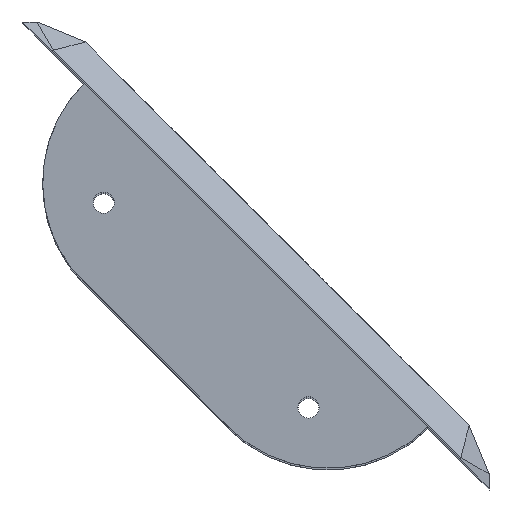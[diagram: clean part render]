
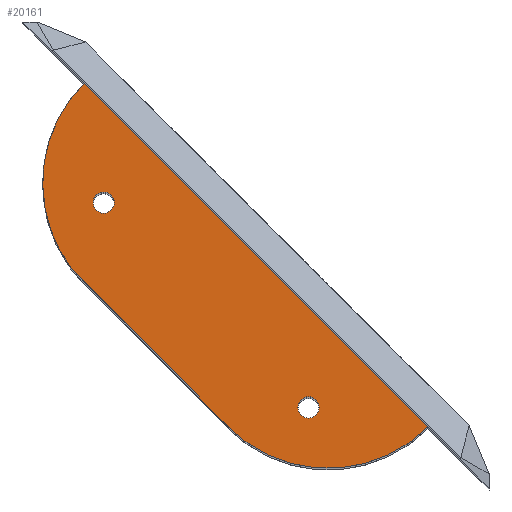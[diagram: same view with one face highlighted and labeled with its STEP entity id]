
A CAD part, top view. The second image highlights one B-rep face of the part: STEP entity #20161.
In plain terms, the highlighted planar face has unit normal (0, 0, 1).
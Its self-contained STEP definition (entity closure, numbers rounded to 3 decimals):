
#289=FACE_BOUND('',#1982,.T.);
#290=FACE_BOUND('',#1983,.T.);
#355=CIRCLE('',#21194,10.);
#356=CIRCLE('',#21195,10.);
#357=CIRCLE('',#21196,0.75);
#358=CIRCLE('',#21197,0.75);
#784=FACE_OUTER_BOUND('',#1981,.T.);
#1981=EDGE_LOOP('',(#16531,#16532,#16533,#16534,#16535,#16536));
#1982=EDGE_LOOP('',(#16537));
#1983=EDGE_LOOP('',(#16538));
#3057=LINE('',#27740,#5885);
#4830=LINE('',#31316,#7658);
#4831=LINE('',#31319,#7659);
#4835=LINE('',#31329,#7663);
#5885=VECTOR('',#22327,10.);
#7658=VECTOR('',#24988,10.);
#7659=VECTOR('',#24991,10.);
#7663=VECTOR('',#25001,10.);
#8730=VERTEX_POINT('',#27737);
#8731=VERTEX_POINT('',#27739);
#10088=VERTEX_POINT('',#31310);
#10090=VERTEX_POINT('',#31314);
#10091=VERTEX_POINT('',#31318);
#10094=VERTEX_POINT('',#31328);
#10095=VERTEX_POINT('',#31332);
#10096=VERTEX_POINT('',#31334);
#10660=EDGE_CURVE('',#8730,#8731,#3057,.T.);
#12470=EDGE_CURVE('',#10088,#10090,#4830,.T.);
#12471=EDGE_CURVE('',#10090,#10091,#4831,.T.);
#12476=EDGE_CURVE('',#10094,#10091,#4835,.T.);
#12477=EDGE_CURVE('',#8731,#10094,#355,.T.);
#12478=EDGE_CURVE('',#10088,#8730,#356,.T.);
#12479=EDGE_CURVE('',#10095,#10095,#357,.T.);
#12480=EDGE_CURVE('',#10096,#10096,#358,.T.);
#16531=ORIENTED_EDGE('',*,*,#12470,.T.);
#16532=ORIENTED_EDGE('',*,*,#12471,.T.);
#16533=ORIENTED_EDGE('',*,*,#12476,.F.);
#16534=ORIENTED_EDGE('',*,*,#12477,.F.);
#16535=ORIENTED_EDGE('',*,*,#10660,.F.);
#16536=ORIENTED_EDGE('',*,*,#12478,.F.);
#16537=ORIENTED_EDGE('',*,*,#12479,.T.);
#16538=ORIENTED_EDGE('',*,*,#12480,.T.);
#19210=PLANE('',#21193);
#20161=ADVANCED_FACE('',(#784,#289,#290),#19210,.T.);
#21193=AXIS2_PLACEMENT_3D('',#31327,#24999,#25000);
#21194=AXIS2_PLACEMENT_3D('',#31330,#25002,#25003);
#21195=AXIS2_PLACEMENT_3D('',#31331,#25004,#25005);
#21196=AXIS2_PLACEMENT_3D('',#31333,#25006,#25007);
#21197=AXIS2_PLACEMENT_3D('',#31335,#25008,#25009);
#22327=DIRECTION('',(0.707,-0.707,0.));
#24988=DIRECTION('',(0.707,-0.707,0.));
#24991=DIRECTION('',(0.,-1.,0.));
#24999=DIRECTION('center_axis',(0.,0.,
1.));
#25000=DIRECTION('ref_axis',(-0.707,0.707,0.));
#25001=DIRECTION('',(-0.707,0.707,0.));
#25002=DIRECTION('center_axis',(0.,0.,
-1.));
#25003=DIRECTION('ref_axis',(0.,-1.,0.));
#25004=DIRECTION('center_axis',(0.,0.,
-1.));
#25005=DIRECTION('ref_axis',(-1.,0.,0.));
#25006=DIRECTION('center_axis',(0.,0.,
-1.));
#25007=DIRECTION('ref_axis',(-1.,0.,0.));
#25008=DIRECTION('center_axis',(0.,0.,
-1.));
#25009=DIRECTION('ref_axis',(-1.,0.,0.));
#27737=CARTESIAN_POINT('',(-92.793,-37.328,-144.668));
#27739=CARTESIAN_POINT('',(-68.45,-61.672,-144.668));
#27740=CARTESIAN_POINT('',(-74.036,-56.086,-144.668));
#31310=CARTESIAN_POINT('',(-93.629,-50.521,-144.668));
#31314=CARTESIAN_POINT('',(-84.632,-59.518,-144.668));
#31316=CARTESIAN_POINT('',(-90.439,-53.711,-144.668));
#31318=CARTESIAN_POINT('',(-84.632,-59.632,-144.668));
#31319=CARTESIAN_POINT('',(-84.632,-60.595,-144.668));
#31327=CARTESIAN_POINT('Origin',(-68.45,-61.672,-144.668));
#31328=CARTESIAN_POINT('',(-82.592,-61.672,-144.668));
#31329=CARTESIAN_POINT('',(-75.521,-68.743,-144.668));
#31330=CARTESIAN_POINT('Origin',(-75.521,-54.601,-144.668));
#31331=CARTESIAN_POINT('Origin',(-85.722,-44.399,-144.668));
#31332=CARTESIAN_POINT('',(-76.157,-60.286,-144.668));
#31333=CARTESIAN_POINT('Origin',(-76.907,-60.286,-144.668));
#31334=CARTESIAN_POINT('',(-90.657,-45.786,-144.668));
#31335=CARTESIAN_POINT('Origin',(-91.407,-45.786,-144.668));
